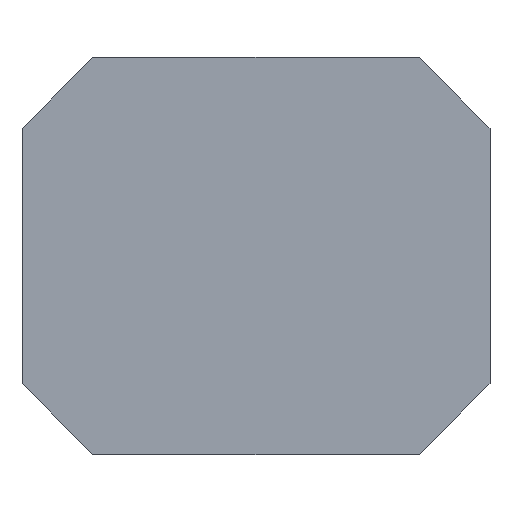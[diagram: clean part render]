
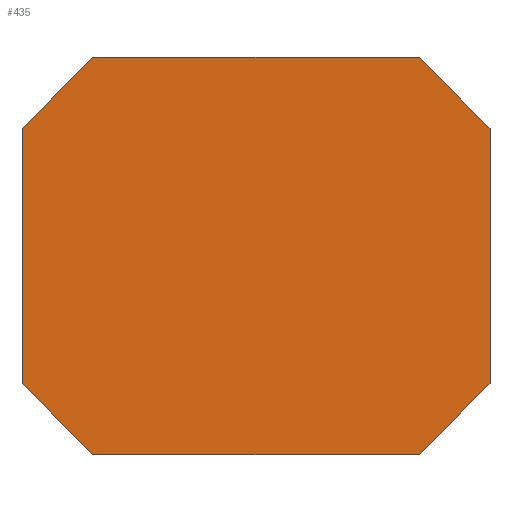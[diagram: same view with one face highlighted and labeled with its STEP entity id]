
A CAD part, front view. The second image highlights one B-rep face of the part: STEP entity #435.
In plain terms, the highlighted planar face has unit normal (0, -1, 0).
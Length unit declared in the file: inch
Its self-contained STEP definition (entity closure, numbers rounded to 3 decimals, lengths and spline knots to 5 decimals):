
#4 = VERTEX_POINT ( 'NONE', #580 ) ;
#19 = DIRECTION ( 'NONE',  ( -0.707, 0., 0.707 ) ) ;
#33 = DIRECTION ( 'NONE',  ( 0.707, 0., -0.707 ) ) ;
#39 = VECTOR ( 'NONE', #19, 39.37008 ) ;
#42 = CARTESIAN_POINT ( 'NONE',  ( 0.23, 0., 0.28 ) ) ;
#59 = ORIENTED_EDGE ( 'NONE', *, *, #199, .F. ) ;
#61 = LINE ( 'NONE', #109, #508 ) ;
#71 = VERTEX_POINT ( 'NONE', #245 ) ;
#98 = LINE ( 'NONE', #374, #543 ) ;
#109 = CARTESIAN_POINT ( 'NONE',  ( 0.23, 0., -0.28 ) ) ;
#128 = CARTESIAN_POINT ( 'NONE',  ( -0.23, 0., -0.28 ) ) ;
#129 = CARTESIAN_POINT ( 'NONE',  ( 0.33, 0., -0.18 ) ) ;
#141 = EDGE_CURVE ( 'NONE', #319, #292, #61, .T. ) ;
#150 = EDGE_CURVE ( 'NONE', #292, #285, #151, .T. ) ;
#151 = LINE ( 'NONE', #532, #39 ) ;
#181 = PLANE ( 'NONE',  #599 ) ;
#198 = DIRECTION ( 'NONE',  ( -1., 0., 0. ) ) ;
#199 = EDGE_CURVE ( 'NONE', #453, #4, #251, .T. ) ;
#212 = EDGE_CURVE ( 'NONE', #71, #453, #239, .T. ) ;
#232 = CARTESIAN_POINT ( 'NONE',  ( 0., 0., 0. ) ) ;
#239 = LINE ( 'NONE', #501, #619 ) ;
#245 = CARTESIAN_POINT ( 'NONE',  ( -0.33, 0., 0.18 ) ) ;
#251 = LINE ( 'NONE', #549, #298 ) ;
#262 = DIRECTION ( 'NONE',  ( 0.707, 0., 0.707 ) ) ;
#275 = ORIENTED_EDGE ( 'NONE', *, *, #141, .F. ) ;
#285 = VERTEX_POINT ( 'NONE', #363 ) ;
#292 = VERTEX_POINT ( 'NONE', #128 ) ;
#298 = VECTOR ( 'NONE', #311, 39.37008 ) ;
#311 = DIRECTION ( 'NONE',  ( 1., 0., 0. ) ) ;
#316 = ORIENTED_EDGE ( 'NONE', *, *, #150, .F. ) ;
#319 = VERTEX_POINT ( 'NONE', #477 ) ;
#329 = DIRECTION ( 'NONE',  ( 0., 0., 1. ) ) ;
#335 = CARTESIAN_POINT ( 'NONE',  ( -0.23, 0., 0.28 ) ) ;
#345 = EDGE_CURVE ( 'NONE', #285, #71, #98, .T. ) ;
#357 = EDGE_CURVE ( 'NONE', #569, #491, #463, .T. ) ;
#363 = CARTESIAN_POINT ( 'NONE',  ( -0.33, 0., -0.18 ) ) ;
#368 = ORIENTED_EDGE ( 'NONE', *, *, #345, .F. ) ;
#370 = VECTOR ( 'NONE', #568, 39.37008 ) ;
#374 = CARTESIAN_POINT ( 'NONE',  ( -0.33, 0., -0.18 ) ) ;
#378 = EDGE_CURVE ( 'NONE', #4, #569, #384, .T. ) ;
#383 = VECTOR ( 'NONE', #33, 39.37008 ) ;
#384 = LINE ( 'NONE', #42, #383 ) ;
#396 = ORIENTED_EDGE ( 'NONE', *, *, #212, .F. ) ;
#418 = FACE_OUTER_BOUND ( 'NONE', #542, .T. ) ;
#424 = DIRECTION ( 'NONE',  ( 0., 0., 1. ) ) ;
#435 = ADVANCED_FACE ( 'NONE', ( #418 ), #181, .F. ) ;
#453 = VERTEX_POINT ( 'NONE', #335 ) ;
#463 = LINE ( 'NONE', #563, #482 ) ;
#477 = CARTESIAN_POINT ( 'NONE',  ( 0.23, 0., -0.28 ) ) ;
#482 = VECTOR ( 'NONE', #629, 39.37008 ) ;
#491 = VERTEX_POINT ( 'NONE', #129 ) ;
#501 = CARTESIAN_POINT ( 'NONE',  ( -0.33, 0., 0.18 ) ) ;
#508 = VECTOR ( 'NONE', #198, 39.37008 ) ;
#518 = CARTESIAN_POINT ( 'NONE',  ( 0.33, 0., -0.18 ) ) ;
#532 = CARTESIAN_POINT ( 'NONE',  ( -0.23, 0., -0.28 ) ) ;
#542 = EDGE_LOOP ( 'NONE', ( #561, #632, #606, #59, #396, #368, #316, #275 ) ) ;
#543 = VECTOR ( 'NONE', #424, 39.37008 ) ;
#549 = CARTESIAN_POINT ( 'NONE',  ( -0.23, 0., 0.28 ) ) ;
#561 = ORIENTED_EDGE ( 'NONE', *, *, #608, .F. ) ;
#563 = CARTESIAN_POINT ( 'NONE',  ( 0.33, 0., 0.18 ) ) ;
#568 = DIRECTION ( 'NONE',  ( -0.707, 0., -0.707 ) ) ;
#569 = VERTEX_POINT ( 'NONE', #605 ) ;
#570 = DIRECTION ( 'NONE',  ( 0., 1., 0. ) ) ;
#577 = LINE ( 'NONE', #518, #370 ) ;
#580 = CARTESIAN_POINT ( 'NONE',  ( 0.23, 0., 0.28 ) ) ;
#599 = AXIS2_PLACEMENT_3D ( 'NONE', #232, #570, #329 ) ;
#605 = CARTESIAN_POINT ( 'NONE',  ( 0.33, 0., 0.18 ) ) ;
#606 = ORIENTED_EDGE ( 'NONE', *, *, #378, .F. ) ;
#608 = EDGE_CURVE ( 'NONE', #491, #319, #577, .T. ) ;
#619 = VECTOR ( 'NONE', #262, 39.37008 ) ;
#629 = DIRECTION ( 'NONE',  ( 0., 0., -1. ) ) ;
#632 = ORIENTED_EDGE ( 'NONE', *, *, #357, .F. ) ;
